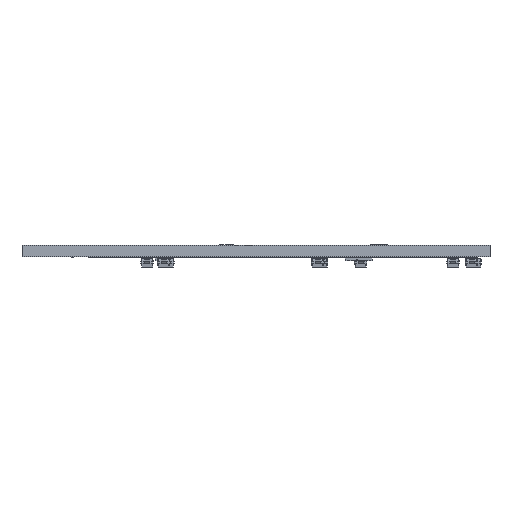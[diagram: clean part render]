
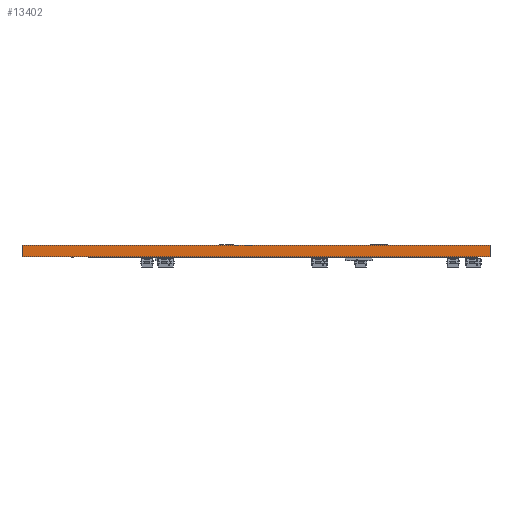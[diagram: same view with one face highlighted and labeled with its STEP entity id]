
A CAD part, front view. The second image highlights one B-rep face of the part: STEP entity #13402.
In plain terms, the highlighted planar face has unit normal (0, -1, 0).
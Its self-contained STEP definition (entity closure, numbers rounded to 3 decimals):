
#13402 = ADVANCED_FACE('',(#13403),#13437,.T.);
#13403 = FACE_BOUND('',#13404,.T.);
#13404 = EDGE_LOOP('',(#13405,#13415,#13423,#13431));
#13405 = ORIENTED_EDGE('',*,*,#13406,.T.);
#13406 = EDGE_CURVE('',#13407,#13409,#13411,.T.);
#13407 = VERTEX_POINT('',#13408);
#13408 = CARTESIAN_POINT('',(174.625,-100.013,0.));
#13409 = VERTEX_POINT('',#13410);
#13410 = CARTESIAN_POINT('',(174.625,-100.013,1.51));
#13411 = LINE('',#13412,#13413);
#13412 = CARTESIAN_POINT('',(174.625,-100.013,0.));
#13413 = VECTOR('',#13414,1.);
#13414 = DIRECTION('',(0.,0.,1.));
#13415 = ORIENTED_EDGE('',*,*,#13416,.T.);
#13416 = EDGE_CURVE('',#13409,#13417,#13419,.T.);
#13417 = VERTEX_POINT('',#13418);
#13418 = CARTESIAN_POINT('',(114.3,-100.013,1.51));
#13419 = LINE('',#13420,#13421);
#13420 = CARTESIAN_POINT('',(174.625,-100.013,1.51));
#13421 = VECTOR('',#13422,1.);
#13422 = DIRECTION('',(-1.,0.,0.));
#13423 = ORIENTED_EDGE('',*,*,#13424,.F.);
#13424 = EDGE_CURVE('',#13425,#13417,#13427,.T.);
#13425 = VERTEX_POINT('',#13426);
#13426 = CARTESIAN_POINT('',(114.3,-100.013,0.));
#13427 = LINE('',#13428,#13429);
#13428 = CARTESIAN_POINT('',(114.3,-100.013,0.));
#13429 = VECTOR('',#13430,1.);
#13430 = DIRECTION('',(0.,0.,1.));
#13431 = ORIENTED_EDGE('',*,*,#13432,.F.);
#13432 = EDGE_CURVE('',#13407,#13425,#13433,.T.);
#13433 = LINE('',#13434,#13435);
#13434 = CARTESIAN_POINT('',(174.625,-100.013,0.));
#13435 = VECTOR('',#13436,1.);
#13436 = DIRECTION('',(-1.,0.,0.));
#13437 = PLANE('',#13438);
#13438 = AXIS2_PLACEMENT_3D('',#13439,#13440,#13441);
#13439 = CARTESIAN_POINT('',(174.625,-100.013,0.));
#13440 = DIRECTION('',(0.,-1.,0.));
#13441 = DIRECTION('',(-1.,0.,0.));
